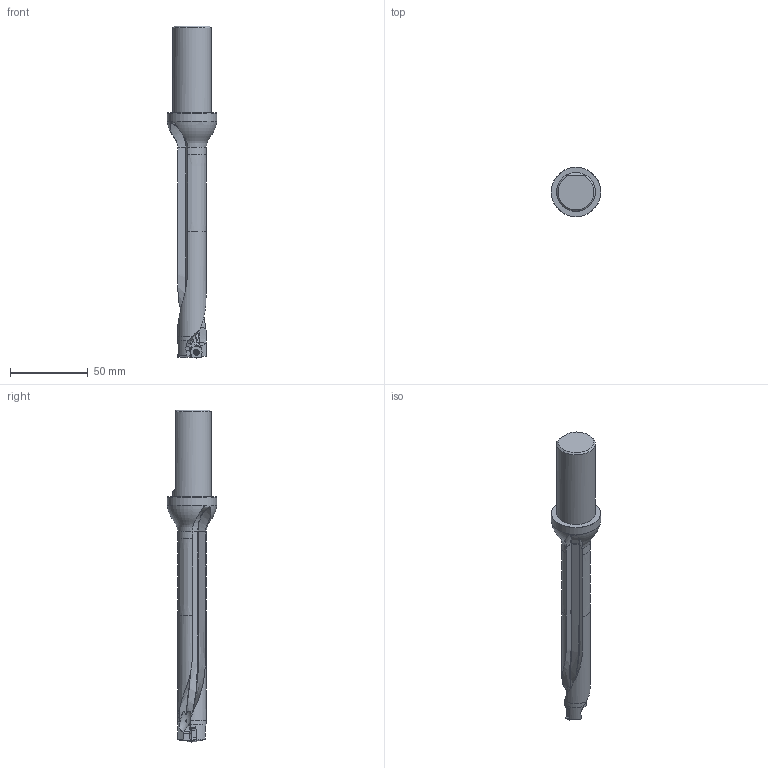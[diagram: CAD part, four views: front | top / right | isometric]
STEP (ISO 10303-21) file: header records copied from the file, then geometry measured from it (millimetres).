
FILE_DESCRIPTION(/* description */ (''),/* implementation_level */ '2;1');
FILE_NAME(/* name */ 'toolassembly_1.stp',/* time_stamp */ '2020-03-23T16:10:14+01:00',/* author */ (''),/* organization */ ('SMS'),/* preprocessor_version */ 'ST-DEVELOPER v16.7',/* originating_system */ 'SIEMENS PLM Software NX 12.0',/* authorisation */ '');
FILE_SCHEMA (('AUTOMOTIVE_DESIGN { 1 0 10303 214 3 1 1 1 }'));
Length unit declared in the file: millimetre
Products named in the file (5): CUT_20200323160937; CUT_20200323160935; NOCUT_20200323160754; ASSEMBLY_CONSTRUCTION; TOOLASSEMBLY_1
Assembly tree (4 placements, depth 2):
  TOOLASSEMBLY_1
    ASSEMBLY_CONSTRUCTION
    NOCUT_20200323160754
    CUT_20200323160935
    CUT_20200323160937
Bounding box: 32 x 32 x 214 mm (x, y, z)
Volume: 58143.9 mm3; surface area: 17628.4 mm2
Topology: 3 solids, 3 shells, 267 faces, 704 edges, 458 vertices
Faces by surface type: plane 103, cylinder 63, cone 34, extrusion 31, bspline 18, torus 11, revolution 5, sphere 2
Full cylindrical faces by diameter (mm): 1.84 x2, 2.2 x1, 2.58 x2, 3.1 x2, 24.994 x1, 32 x1
Entity records: 11570 total; most frequent: CARTESIAN_POINT 5100, ORIENTED_EDGE 1342, DIRECTION 1210, EDGE_CURVE 671, AXIS2_PLACEMENT_3D 467, VERTEX_POINT 441, EDGE_LOOP 300, VECTOR 271
